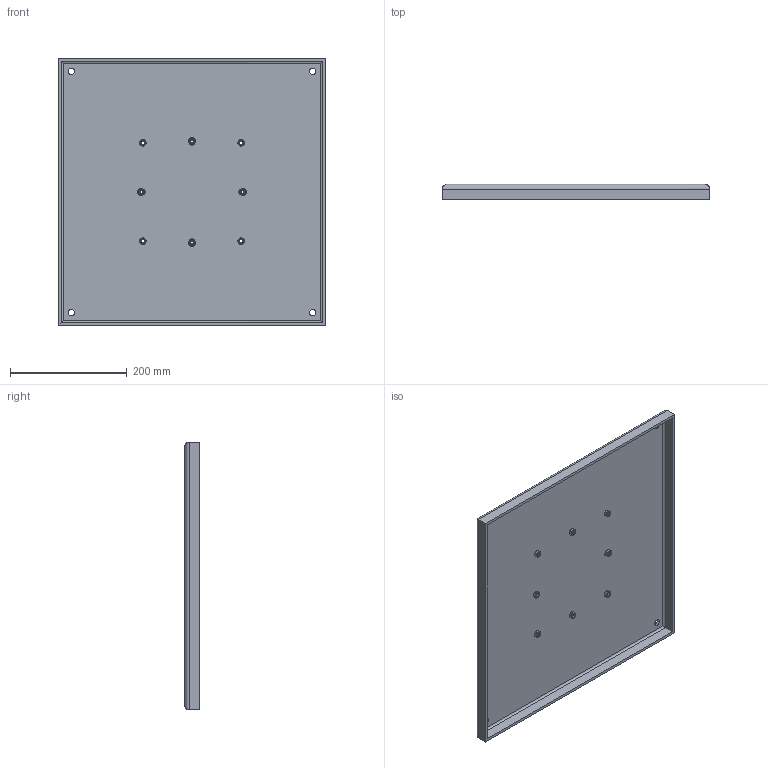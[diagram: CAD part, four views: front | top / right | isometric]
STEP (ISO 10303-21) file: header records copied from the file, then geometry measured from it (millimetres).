
FILE_DESCRIPTION (( 'STEP AP214' ), '1' );
FILE_NAME ('SCE-24SBASE.STEP', '2023-08-10T17:19:11', ( '' ), ( '' ), 'SwSTEP 2.0', 'SolidWorks 2021', '' );
FILE_SCHEMA (( 'AUTOMOTIVE_DESIGN' ));
Length unit declared in the file: inch
Products named in the file (1): SCE-24SBASE
Bounding box: 457.2 x 25.4 x 457.2 mm (x, y, z)
Volume: 1154909.5 mm3; surface area: 496208.9 mm2
Topology: 9 solids, 9 shells, 151 faces, 316 edges, 192 vertices
Faces by surface type: cylinder 68, cone 48, plane 35
Full cylindrical faces by diameter (mm): 8.74 x8, 11.12 x4
Entity records: 4178 total; most frequent: DIRECTION 768, CARTESIAN_POINT 672, ORIENTED_EDGE 608, AXIS2_PLACEMENT_3D 320, EDGE_CURVE 304, EDGE_LOOP 212, VERTEX_POINT 192, CIRCLE 168
